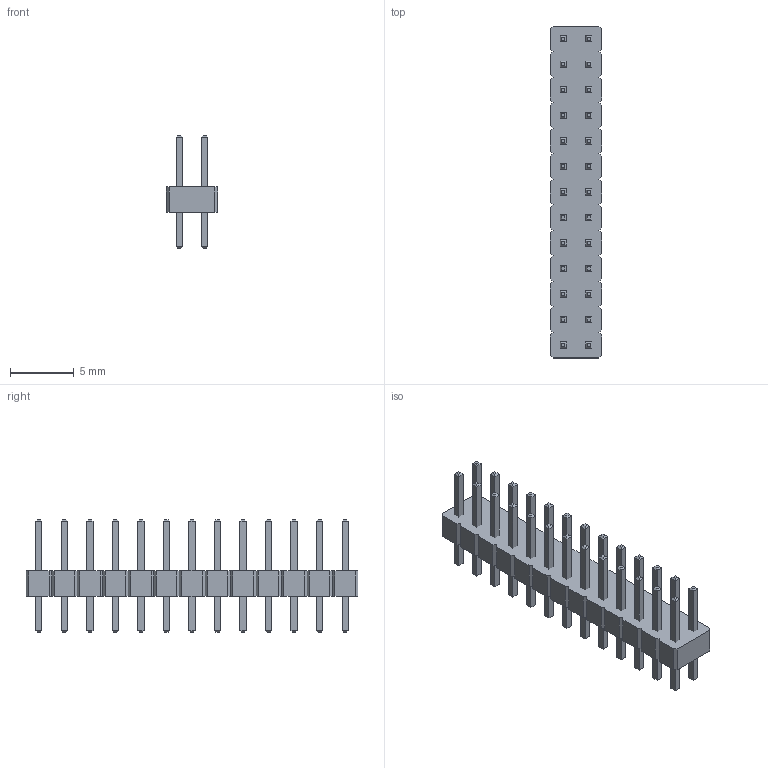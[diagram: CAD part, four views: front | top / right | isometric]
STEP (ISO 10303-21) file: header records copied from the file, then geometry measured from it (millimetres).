
FILE_DESCRIPTION(/* description */ ('model of PinHeader_2x13_P2.00mm_Vertical'),/* implementation_level */ '2;1');
FILE_NAME(/* name */ 'PinHeader_2x13_P2.00mm_Vertical.step',/* time_stamp */ '2018-01-24T13:15:25',/* author */ ('kicad StepUp','ksu'),/* organization */ ('FreeCAD'),/* preprocessor_version */ 'OCC',/* originating_system */ 'kicad StepUp',/* authorisation */ '');
FILE_SCHEMA(('AUTOMOTIVE_DESIGN { 1 0 10303 214 1 1 1 1 }'));
Length unit declared in the file: millimetre
Products named in the file (2): PinHeader_2x13_P200mm_Vertical; Shape0_213118872169
Bounding box: 4 x 26 x 8.8 mm (x, y, z)
Volume: 262.4 mm3; surface area: 794.6 mm2
Topology: 27 solids, 27 shells, 446 faces, 968 edges, 576 vertices
Faces by surface type: plane 446
Entity records: 7630 total; most frequent: ORIENTED_EDGE 1492, CARTESIAN_POINT 1229, EDGE_CURVE 968, LINE 968, VERTEX_POINT 576, AXIS2_PLACEMENT_3D 447, ADVANCED_FACE 446, FACE_BOUND 446
